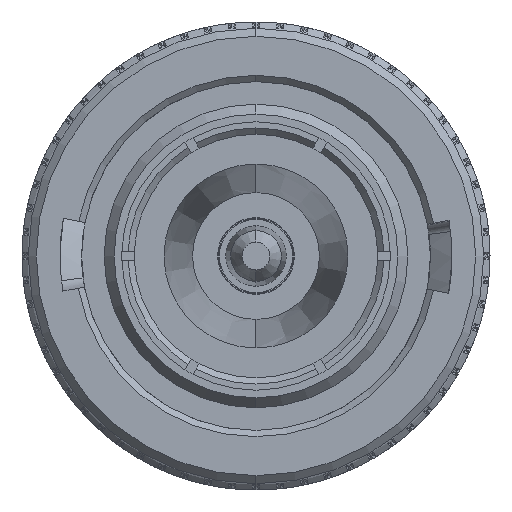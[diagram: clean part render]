
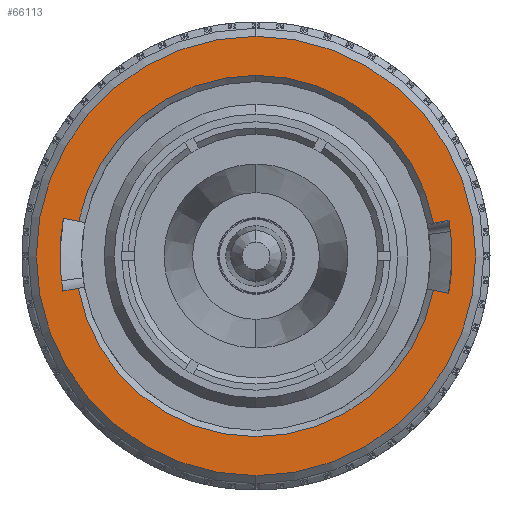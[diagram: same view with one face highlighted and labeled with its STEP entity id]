
A CAD part, left-side view. The second image highlights one B-rep face of the part: STEP entity #66113.
In plain terms, the highlighted planar face has unit normal (-1, 0, 0).
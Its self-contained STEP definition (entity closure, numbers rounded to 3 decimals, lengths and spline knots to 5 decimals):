
#986 = EDGE_CURVE ( 'NONE', #39422, #2456, #177001, .T. ) ;
#2456 = VERTEX_POINT ( 'NONE', #25722 ) ;
#3265 = AXIS2_PLACEMENT_3D ( 'NONE', #94133, #123973, #64885 ) ;
#6825 = FACE_BOUND ( 'NONE', #115720, .T. ) ;
#8021 = CARTESIAN_POINT ( 'NONE',  ( 0., -0.28347, -0.05481 ) ) ;
#9306 = CARTESIAN_POINT ( 'NONE',  ( 0., -0.29983, -0.05797 ) ) ;
#10503 = B_SPLINE_CURVE_WITH_KNOTS ( 'NONE', 3,
 ( #105543, #78427, #107524, #153968 ),
 .UNSPECIFIED., .F., .F.,
 ( 4, 4 ),
 ( 0., 0.71429 ),
 .UNSPECIFIED. ) ;
#11622 = VERTEX_POINT ( 'NONE', #128776 ) ;
#11829 = CARTESIAN_POINT ( 'NONE',  ( 0., 0.30046, -0.05461 ) ) ;
#12596 = EDGE_CURVE ( 'NONE', #193110, #11622, #155646, .T. ) ;
#14469 = CIRCLE ( 'NONE', #110592, 0.31372 ) ;
#15683 = ORIENTED_EDGE ( 'NONE', *, *, #185647, .T. ) ;
#16959 = B_SPLINE_CURVE_WITH_KNOTS ( 'NONE', 1,
 ( #83434, #69303 ),
 .UNSPECIFIED., .F., .F.,
 ( 2, 2 ),
 ( 0., 0.71429 ),
 .UNSPECIFIED. ) ;
#22629 = ORIENTED_EDGE ( 'NONE', *, *, #25252, .T. ) ;
#24485 = VERTEX_POINT ( 'NONE', #100073 ) ;
#25252 = EDGE_CURVE ( 'NONE', #24485, #32701, #153810, .T. ) ;
#25722 = CARTESIAN_POINT ( 'NONE',  ( 0., 0., 0.28872 ) ) ;
#31379 = ORIENTED_EDGE ( 'NONE', *, *, #58182, .T. ) ;
#32691 = CARTESIAN_POINT ( 'NONE',  ( 0., 0., 0. ) ) ;
#32701 = VERTEX_POINT ( 'NONE', #52969 ) ;
#32867 = ORIENTED_EDGE ( 'NONE', *, *, #12596, .T. ) ;
#34782 = DIRECTION ( 'NONE',  ( 1., 0., 0. ) ) ;
#37287 = CARTESIAN_POINT ( 'NONE',  ( 0., 0.30866, -0.0561 ) ) ;
#38983 = CARTESIAN_POINT ( 'NONE',  ( 0., -0.30852, 0.0569 ) ) ;
#39422 = VERTEX_POINT ( 'NONE', #190791 ) ;
#40513 = ORIENTED_EDGE ( 'NONE', *, *, #124955, .F. ) ;
#42056 = CARTESIAN_POINT ( 'NONE',  ( 0., -0.30801, -0.05955 ) ) ;
#43735 = DIRECTION ( 'NONE',  ( 1., 0., 0. ) ) ;
#44736 = DIRECTION ( 'NONE',  ( 1., 0., 0. ) ) ;
#51873 = CARTESIAN_POINT ( 'NONE',  ( 0., -0.28393, 0.05236 ) ) ;
#52969 = CARTESIAN_POINT ( 'NONE',  ( 0., 0., 0.35114 ) ) ;
#53747 = CARTESIAN_POINT ( 'NONE',  ( 0., -0.29165, -0.05639 ) ) ;
#55467 = AXIS2_PLACEMENT_3D ( 'NONE', #194161, #72273, #178923 ) ;
#58182 = EDGE_CURVE ( 'NONE', #60025, #155694, #14469, .T. ) ;
#58435 = EDGE_CURVE ( 'NONE', #11622, #39422, #10503, .T. ) ;
#59577 = CARTESIAN_POINT ( 'NONE',  ( 0., 0.29226, -0.05312 ) ) ;
#60025 = VERTEX_POINT ( 'NONE', #38983 ) ;
#60049 = ORIENTED_EDGE ( 'NONE', *, *, #986, .T. ) ;
#60131 = EDGE_CURVE ( 'NONE', #193110, #163888, #180866, .T. ) ;
#62047 = DIRECTION ( 'NONE',  ( 1., 0., 0. ) ) ;
#64569 = CARTESIAN_POINT ( 'NONE',  ( 0., 0., 0. ) ) ;
#64885 = DIRECTION ( 'NONE',  ( 0., 0., -1. ) ) ;
#66113 = ADVANCED_FACE ( 'NONE', ( #82856, #6825 ), #153708, .F. ) ;
#69165 = CIRCLE ( 'NONE', #118428, 0.35114 ) ;
#69303 = CARTESIAN_POINT ( 'NONE',  ( 0., -0.28393, 0.05236 ) ) ;
#70413 = EDGE_CURVE ( 'NONE', #155694, #96329, #109323, .T. ) ;
#72106 = CIRCLE ( 'NONE', #124180, 0.28872 ) ;
#72273 = DIRECTION ( 'NONE',  ( 1., 0., 0. ) ) ;
#78427 = CARTESIAN_POINT ( 'NONE',  ( 0., 0.29968, 0.05873 ) ) ;
#80170 = ORIENTED_EDGE ( 'NONE', *, *, #58435, .T. ) ;
#82856 = FACE_OUTER_BOUND ( 'NONE', #179610, .T. ) ;
#83434 = CARTESIAN_POINT ( 'NONE',  ( 0., -0.30852, 0.0569 ) ) ;
#84760 = CARTESIAN_POINT ( 'NONE',  ( 0., 0., 0. ) ) ;
#94133 = CARTESIAN_POINT ( 'NONE',  ( 0., 0., 0. ) ) ;
#95127 = DIRECTION ( 'NONE',  ( 1., 0., 0. ) ) ;
#96329 = VERTEX_POINT ( 'NONE', #104522 ) ;
#100073 = CARTESIAN_POINT ( 'NONE',  ( 0., 0., -0.35114 ) ) ;
#104522 = CARTESIAN_POINT ( 'NONE',  ( 0., -0.28347, -0.05481 ) ) ;
#105543 = CARTESIAN_POINT ( 'NONE',  ( 0., 0.30786, 0.06033 ) ) ;
#107524 = CARTESIAN_POINT ( 'NONE',  ( 0., 0.29151, 0.05713 ) ) ;
#109323 = B_SPLINE_CURVE_WITH_KNOTS ( 'NONE', 3,
 ( #130069, #9306, #53747, #8021 ),
 .UNSPECIFIED., .F., .F.,
 ( 4, 4 ),
 ( 0., 0.71429 ),
 .UNSPECIFIED. ) ;
#110592 = AXIS2_PLACEMENT_3D ( 'NONE', #32691, #62047, #168080 ) ;
#115720 = EDGE_LOOP ( 'NONE', ( #80170, #60049, #15683, #40513, #31379, #178590, #156655, #145350, #32867 ) ) ;
#118428 = AXIS2_PLACEMENT_3D ( 'NONE', #84760, #129848, #144383 ) ;
#120319 = ORIENTED_EDGE ( 'NONE', *, *, #121867, .T. ) ;
#121867 = EDGE_CURVE ( 'NONE', #32701, #24485, #69165, .T. ) ;
#123973 = DIRECTION ( 'NONE',  ( -1., 0., 0. ) ) ;
#124180 = AXIS2_PLACEMENT_3D ( 'NONE', #182708, #44736, #150977 ) ;
#124955 = EDGE_CURVE ( 'NONE', #60025, #125610, #16959, .T. ) ;
#125610 = VERTEX_POINT ( 'NONE', #51873 ) ;
#126370 = CARTESIAN_POINT ( 'NONE',  ( 0., 0.28406, -0.05163 ) ) ;
#128776 = CARTESIAN_POINT ( 'NONE',  ( 0., 0.30786, 0.06033 ) ) ;
#129848 = DIRECTION ( 'NONE',  ( -1., 0., 0. ) ) ;
#130069 = CARTESIAN_POINT ( 'NONE',  ( 0., -0.30801, -0.05955 ) ) ;
#131233 = AXIS2_PLACEMENT_3D ( 'NONE', #64569, #95127, #139475 ) ;
#133207 = CARTESIAN_POINT ( 'NONE',  ( 0., 0.30866, -0.0561 ) ) ;
#134741 = CARTESIAN_POINT ( 'NONE',  ( 0., 0., 0. ) ) ;
#135198 = CARTESIAN_POINT ( 'NONE',  ( 0., 0.28406, -0.05163 ) ) ;
#139475 = DIRECTION ( 'NONE',  ( 0., 0., -1. ) ) ;
#140343 = DIRECTION ( 'NONE',  ( 0., 0., -1. ) ) ;
#144383 = DIRECTION ( 'NONE',  ( 0., 0., -1. ) ) ;
#145350 = ORIENTED_EDGE ( 'NONE', *, *, #60131, .F. ) ;
#150977 = DIRECTION ( 'NONE',  ( 0., 0., -1. ) ) ;
#151930 = EDGE_CURVE ( 'NONE', #96329, #163888, #152480, .T. ) ;
#152480 = CIRCLE ( 'NONE', #131233, 0.28872 ) ;
#153708 = PLANE ( 'NONE',  #194771 ) ;
#153810 = CIRCLE ( 'NONE', #3265, 0.35114 ) ;
#153968 = CARTESIAN_POINT ( 'NONE',  ( 0., 0.28333, 0.05553 ) ) ;
#155646 = CIRCLE ( 'NONE', #55467, 0.31372 ) ;
#155694 = VERTEX_POINT ( 'NONE', #42056 ) ;
#156655 = ORIENTED_EDGE ( 'NONE', *, *, #151930, .T. ) ;
#163061 = AXIS2_PLACEMENT_3D ( 'NONE', #134741, #43735, #195657 ) ;
#163888 = VERTEX_POINT ( 'NONE', #126370 ) ;
#167594 = CARTESIAN_POINT ( 'NONE',  ( 0., 0., 0. ) ) ;
#168080 = DIRECTION ( 'NONE',  ( 0., 0., -1. ) ) ;
#177001 = CIRCLE ( 'NONE', #163061, 0.28872 ) ;
#178590 = ORIENTED_EDGE ( 'NONE', *, *, #70413, .T. ) ;
#178923 = DIRECTION ( 'NONE',  ( 0., 0., -1. ) ) ;
#179610 = EDGE_LOOP ( 'NONE', ( #22629, #120319 ) ) ;
#180866 = B_SPLINE_CURVE_WITH_KNOTS ( 'NONE', 3,
 ( #133207, #11829, #59577, #135198 ),
 .UNSPECIFIED., .F., .F.,
 ( 4, 4 ),
 ( 0., 0.71429 ),
 .UNSPECIFIED. ) ;
#182708 = CARTESIAN_POINT ( 'NONE',  ( 0., 0., 0. ) ) ;
#185647 = EDGE_CURVE ( 'NONE', #2456, #125610, #72106, .T. ) ;
#190791 = CARTESIAN_POINT ( 'NONE',  ( 0., 0.28333, 0.05553 ) ) ;
#193110 = VERTEX_POINT ( 'NONE', #37287 ) ;
#194161 = CARTESIAN_POINT ( 'NONE',  ( 0., 0., 0. ) ) ;
#194771 = AXIS2_PLACEMENT_3D ( 'NONE', #167594, #34782, #140343 ) ;
#195657 = DIRECTION ( 'NONE',  ( 0., 0., -1. ) ) ;
